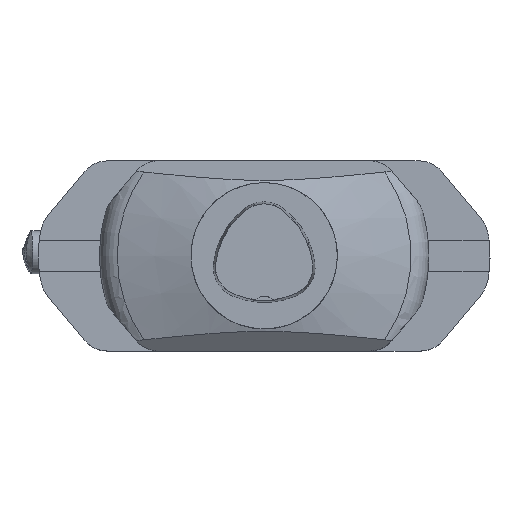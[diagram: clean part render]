
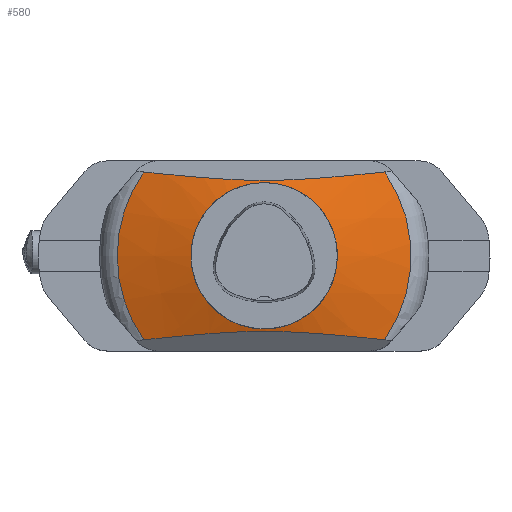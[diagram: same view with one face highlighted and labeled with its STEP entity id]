
A CAD part, top view. The second image highlights one B-rep face of the part: STEP entity #580.
In plain terms, the highlighted conical face has half-angle 72 degrees and reference radius 39.992 mm.
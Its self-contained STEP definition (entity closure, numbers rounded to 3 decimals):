
#361=CONICAL_SURFACE('',#8738,39.993,72.);
#386=FACE_BOUND('',#1781,.T.);
#387=FACE_BOUND('',#1782,.T.);
#538=B_SPLINE_CURVE_WITH_KNOTS('',3,(#12114,#12115,#12116,#12117,#12118,
#12119,#12120,#12121,#12122,#12123,#12124,#12125),.UNSPECIFIED.,.F.,.F.,
(4,2,2,2,2,4),(0.,0.25,0.375,0.5,0.75,1.),.UNSPECIFIED.);
#539=B_SPLINE_CURVE_WITH_KNOTS('',3,(#12126,#12127,#12128,#12129,#12130,
#12131,#12132,#12133,#12134,#12135,#12136,#12137),.UNSPECIFIED.,.F.,.F.,
(4,2,2,2,2,4),(0.,0.25,0.375,0.5,0.75,1.),.UNSPECIFIED.);
#580=ADVANCED_FACE('',(#386,#387),#361,.T.);
#1781=EDGE_LOOP('',(#2625));
#1782=EDGE_LOOP('',(#2626,#2627,#2628,#2629));
#2301=CIRCLE('',#8731,80.326);
#2303=CIRCLE('',#8734,80.326);
#2305=CIRCLE('',#8737,39.993);
#2625=ORIENTED_EDGE('',*,*,#5785,.T.);
#2626=ORIENTED_EDGE('',*,*,#5786,.F.);
#2627=ORIENTED_EDGE('',*,*,#5765,.T.);
#2628=ORIENTED_EDGE('',*,*,#5787,.F.);
#2629=ORIENTED_EDGE('',*,*,#5777,.T.);
#4967=VERTEX_POINT('',#12007);
#4968=VERTEX_POINT('',#12008);
#4979=VERTEX_POINT('',#12069);
#4980=VERTEX_POINT('',#12071);
#4987=VERTEX_POINT('',#12113);
#5765=EDGE_CURVE('',#4967,#4968,#2301,.T.);
#5777=EDGE_CURVE('',#4980,#4979,#2303,.T.);
#5785=EDGE_CURVE('',#4987,#4987,#2305,.T.);
#5786=EDGE_CURVE('',#4967,#4979,#538,.T.);
#5787=EDGE_CURVE('',#4980,#4968,#539,.T.);
#8731=AXIS2_PLACEMENT_3D('',#12006,#9567,#9568);
#8734=AXIS2_PLACEMENT_3D('',#12070,#9573,#9574);
#8737=AXIS2_PLACEMENT_3D('',#12112,#9579,#9580);
#8738=AXIS2_PLACEMENT_3D('',#12138,#9581,#9582);
#9567=DIRECTION('',(0.,0.,1.));
#9568=DIRECTION('',(-1.,0.,0.));
#9573=DIRECTION('',(0.,0.,1.));
#9574=DIRECTION('',(-1.,0.,0.));
#9579=DIRECTION('',(0.,0.,-1.));
#9580=DIRECTION('',(-1.,0.,0.));
#9581=DIRECTION('',(0.,0.,-1.));
#9582=DIRECTION('',(-1.,0.,0.));
#12006=CARTESIAN_POINT('',(0.,0.,-43.205));
#12007=CARTESIAN_POINT('',(65.929,-45.887,-43.205));
#12008=CARTESIAN_POINT('',(65.929,45.887,-43.205));
#12069=CARTESIAN_POINT('',(-65.929,-45.887,-43.205));
#12070=CARTESIAN_POINT('',(0.,0.,-43.205));
#12071=CARTESIAN_POINT('',(-65.929,45.887,-43.205));
#12112=CARTESIAN_POINT('',(0.,0.,-30.1));
#12113=CARTESIAN_POINT('',(-39.993,0.,-30.1));
#12114=CARTESIAN_POINT('',(65.929,-45.887,-43.205));
#12115=CARTESIAN_POINT('',(55.085,-44.758,-40.104));
#12116=CARTESIAN_POINT('',(44.209,-43.673,-37.122));
#12117=CARTESIAN_POINT('',(27.679,-42.352,-33.491));
#12118=CARTESIAN_POINT('',(22.13,-41.965,-32.43));
#12119=CARTESIAN_POINT('',(10.875,-41.415,-30.918));
#12120=CARTESIAN_POINT('',(5.106,-41.259,-30.488));
#12121=CARTESIAN_POINT('',(-11.853,-41.289,-30.571));
#12122=CARTESIAN_POINT('',(-22.807,-41.956,-32.403));
#12123=CARTESIAN_POINT('',(-44.488,-43.702,-37.202));
#12124=CARTESIAN_POINT('',(-55.221,-44.772,-40.142));
#12125=CARTESIAN_POINT('',(-65.929,-45.887,-43.205));
#12126=CARTESIAN_POINT('',(-65.929,45.887,-43.205));
#12127=CARTESIAN_POINT('',(-55.085,44.758,-40.104));
#12128=CARTESIAN_POINT('',(-44.209,43.673,-37.122));
#12129=CARTESIAN_POINT('',(-27.679,42.352,-33.491));
#12130=CARTESIAN_POINT('',(-22.13,41.965,-32.43));
#12131=CARTESIAN_POINT('',(-10.875,41.415,-30.918));
#12132=CARTESIAN_POINT('',(-5.106,41.259,-30.488));
#12133=CARTESIAN_POINT('',(11.853,41.289,-30.571));
#12134=CARTESIAN_POINT('',(22.807,41.956,-32.403));
#12135=CARTESIAN_POINT('',(44.488,43.702,-37.202));
#12136=CARTESIAN_POINT('',(55.221,44.772,-40.142));
#12137=CARTESIAN_POINT('',(65.929,45.887,-43.205));
#12138=CARTESIAN_POINT('',(0.,0.,-30.1));
